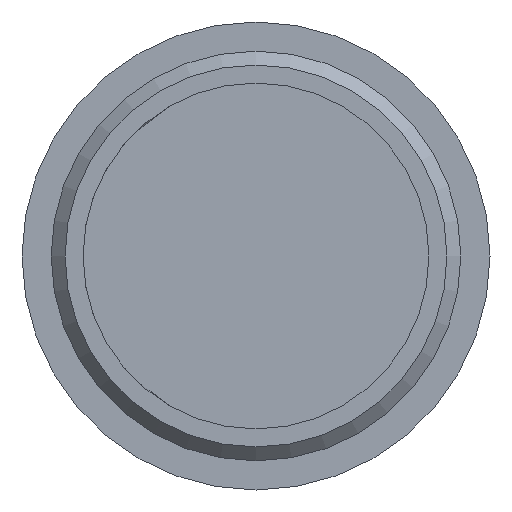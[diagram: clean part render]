
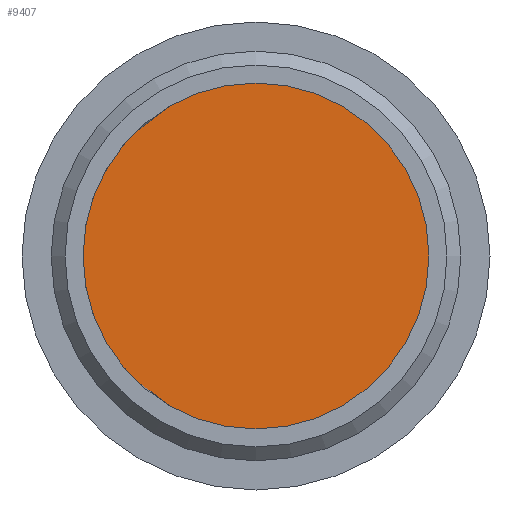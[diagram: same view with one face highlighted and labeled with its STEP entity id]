
A CAD part, front view. The second image highlights one B-rep face of the part: STEP entity #9407.
In plain terms, the highlighted planar face has unit normal (0, -1, 0).
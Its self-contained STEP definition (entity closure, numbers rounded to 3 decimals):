
#653 = CARTESIAN_POINT ( 'NONE',  ( 0., 30., -12.45 ) ) ;
#3321 = AXIS2_PLACEMENT_3D ( 'NONE', #7336, #6155, #5130 ) ;
#3620 = EDGE_CURVE ( 'NONE', #6331, #6331, #11420, .T. ) ;
#5130 = DIRECTION ( 'NONE',  ( 0., 0., -1. ) ) ;
#6155 = DIRECTION ( 'NONE',  ( 0., -1., 0. ) ) ;
#6247 = PLANE ( 'NONE',  #3321 ) ;
#6331 = VERTEX_POINT ( 'NONE', #653 ) ;
#6662 = DIRECTION ( 'NONE',  ( 0., 0., -1. ) ) ;
#6982 = AXIS2_PLACEMENT_3D ( 'NONE', #7691, #10853, #6662 ) ;
#7066 = FACE_OUTER_BOUND ( 'NONE', #8396, .T. ) ;
#7336 = CARTESIAN_POINT ( 'NONE',  ( 0., 30., 0. ) ) ;
#7691 = CARTESIAN_POINT ( 'NONE',  ( 0., 30., 0. ) ) ;
#8396 = EDGE_LOOP ( 'NONE', ( #13290 ) ) ;
#9407 = ADVANCED_FACE ( 'NONE', ( #7066 ), #6247, .T. ) ;
#10853 = DIRECTION ( 'NONE',  ( 0., -1., 0. ) ) ;
#11420 = CIRCLE ( 'NONE', #6982, 12.45 ) ;
#13290 = ORIENTED_EDGE ( 'NONE', *, *, #3620, .T. ) ;
